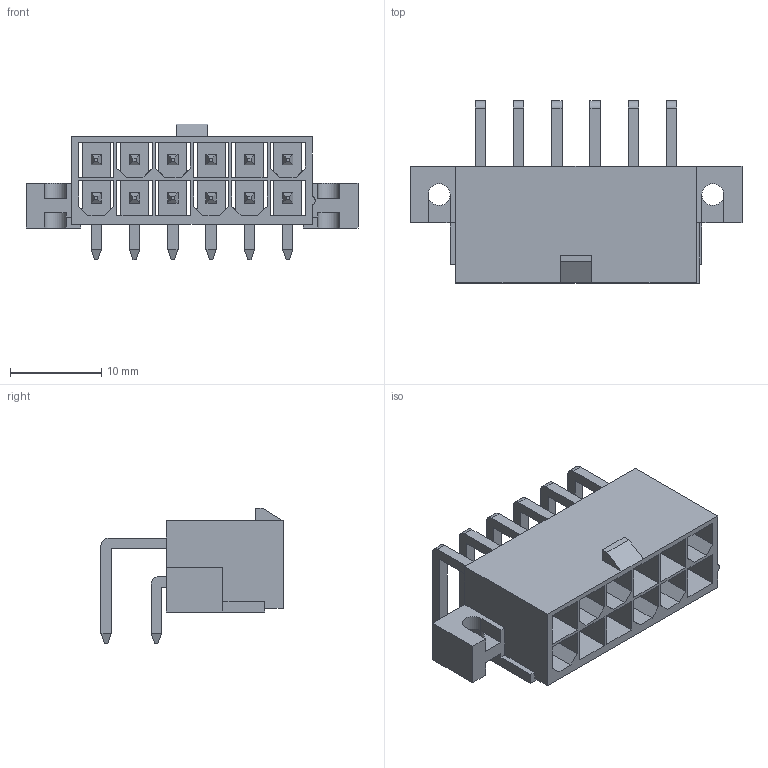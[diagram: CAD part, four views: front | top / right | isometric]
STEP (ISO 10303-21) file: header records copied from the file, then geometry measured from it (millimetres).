
FILE_DESCRIPTION(/* description */ ('Unknown'),/* implementation_level */ '2;1');
FILE_NAME(/* name */ '64901221022',/* time_stamp */ '2019-08-05T10:54:58+02:00',/* author */ ('Unknown'),/* organization */ ('Unknown'),/* preprocessor_version */ 'ST-DEVELOPER v16.7',/* originating_system */ 'DEX',/* authorisation */ $);
FILE_SCHEMA (('AUTOMOTIVE_DESIGN {1 0 10303 214 3 1 1}'));
Length unit declared in the file: millimetre
Products named in the file (4): 6490xx21022; 64901221022; 6490xx21022_PIN; 6490xx21022_PIN_BIS
Assembly tree (13 placements, depth 2):
  6490xx21022
    64901221022
    6490xx21022_PIN  x6
    6490xx21022_PIN_BIS  x6
Bounding box: 36.4 x 19.97 x 14.9 mm (x, y, z)
Volume: 1947.2 mm3; surface area: 5367.9 mm2
Topology: 13 solids, 13 shells, 431 faces, 1117 edges, 700 vertices
Faces by surface type: plane 412, cylinder 19
Entity records: 8629 total; most frequent: CARTESIAN_POINT 1502, ORIENTED_EDGE 1494, DIRECTION 1315, EDGE_CURVE 747, LINE 729, VECTOR 729, VERTEX_POINT 480, EDGE_LOOP 329
